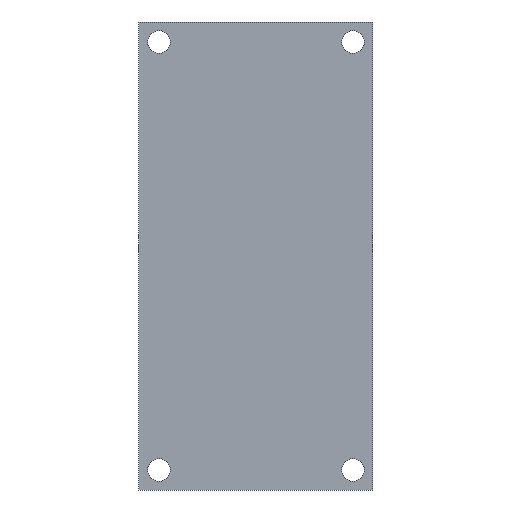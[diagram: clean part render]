
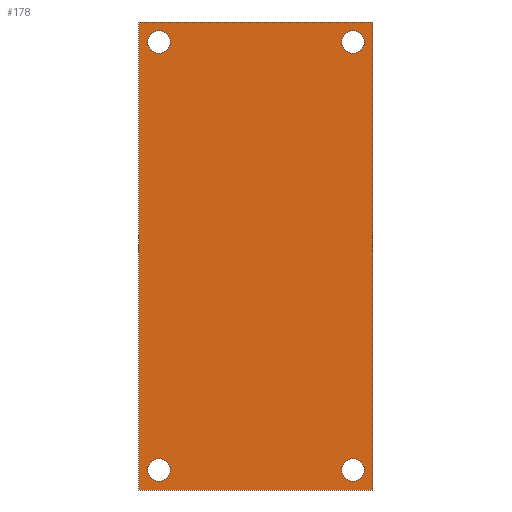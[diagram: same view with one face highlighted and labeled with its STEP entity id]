
A CAD part, front view. The second image highlights one B-rep face of the part: STEP entity #178.
In plain terms, the highlighted planar face has unit normal (0, -1, 0).
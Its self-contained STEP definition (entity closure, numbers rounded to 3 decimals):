
#2 = CARTESIAN_POINT ( 'NONE',  ( 32., 0., -1.3 ) ) ;
#4 = CARTESIAN_POINT ( 'NONE',  ( 0., 0., 0. ) ) ;
#16 = CARTESIAN_POINT ( 'NONE',  ( 0., 0., 0. ) ) ;
#17 = DIRECTION ( 'NONE',  ( 0., 1., 0. ) ) ;
#18 = FACE_BOUND ( 'NONE', #295, .T. ) ;
#23 = CIRCLE ( 'NONE', #128, 1.7 ) ;
#28 = CIRCLE ( 'NONE', #179, 1.7 ) ;
#29 = CARTESIAN_POINT ( 'NONE',  ( 0., 0., -70. ) ) ;
#32 = VECTOR ( 'NONE', #112, 1000. ) ;
#44 = LINE ( 'NONE', #425, #356 ) ;
#49 = ORIENTED_EDGE ( 'NONE', *, *, #101, .F. ) ;
#53 = CIRCLE ( 'NONE', #392, 1.7 ) ;
#54 = CARTESIAN_POINT ( 'NONE',  ( 3., 0., -67. ) ) ;
#55 = DIRECTION ( 'NONE',  ( -1., 0., 0. ) ) ;
#57 = EDGE_CURVE ( 'NONE', #478, #261, #23, .T. ) ;
#58 = EDGE_CURVE ( 'NONE', #152, #164, #130, .T. ) ;
#82 = DIRECTION ( 'NONE',  ( 0., 0., 1. ) ) ;
#83 = LINE ( 'NONE', #468, #257 ) ;
#84 = DIRECTION ( 'NONE',  ( 0., 0., 1. ) ) ;
#85 = VERTEX_POINT ( 'NONE', #280 ) ;
#91 = CARTESIAN_POINT ( 'NONE',  ( 3., 0., -3. ) ) ;
#92 = CIRCLE ( 'NONE', #111, 1.7 ) ;
#101 = EDGE_CURVE ( 'NONE', #164, #447, #83, .T. ) ;
#110 = EDGE_CURVE ( 'NONE', #456, #229, #147, .T. ) ;
#111 = AXIS2_PLACEMENT_3D ( 'NONE', #318, #234, #84 ) ;
#112 = DIRECTION ( 'NONE',  ( 1., 0., 0. ) ) ;
#118 = DIRECTION ( 'NONE',  ( 0., 0., 1. ) ) ;
#121 = CARTESIAN_POINT ( 'NONE',  ( 3., 0., -1.3 ) ) ;
#127 = EDGE_CURVE ( 'NONE', #85, #351, #526, .T. ) ;
#128 = AXIS2_PLACEMENT_3D ( 'NONE', #453, #199, #82 ) ;
#129 = AXIS2_PLACEMENT_3D ( 'NONE', #332, #214, #528 ) ;
#130 = LINE ( 'NONE', #16, #32 ) ;
#133 = DIRECTION ( 'NONE',  ( 0., 0., -1. ) ) ;
#139 = ORIENTED_EDGE ( 'NONE', *, *, #191, .F. ) ;
#147 = CIRCLE ( 'NONE', #423, 1.7 ) ;
#152 = VERTEX_POINT ( 'NONE', #4 ) ;
#153 = ORIENTED_EDGE ( 'NONE', *, *, #218, .T. ) ;
#157 = AXIS2_PLACEMENT_3D ( 'NONE', #509, #293, #268 ) ;
#159 = EDGE_LOOP ( 'NONE', ( #374, #315 ) ) ;
#162 = FACE_BOUND ( 'NONE', #236, .T. ) ;
#164 = VERTEX_POINT ( 'NONE', #227 ) ;
#166 = CARTESIAN_POINT ( 'NONE',  ( 3., 0., -4.7 ) ) ;
#170 = VERTEX_POINT ( 'NONE', #513 ) ;
#174 = ORIENTED_EDGE ( 'NONE', *, *, #307, .T. ) ;
#178 = ADVANCED_FACE ( 'NONE', ( #162, #18, #283, #476, #233 ), #235, .T. ) ;
#179 = AXIS2_PLACEMENT_3D ( 'NONE', #91, #407, #484 ) ;
#183 = ORIENTED_EDGE ( 'NONE', *, *, #110, .T. ) ;
#190 = ORIENTED_EDGE ( 'NONE', *, *, #58, .F. ) ;
#191 = EDGE_CURVE ( 'NONE', #232, #152, #44, .T. ) ;
#197 = VECTOR ( 'NONE', #55, 1000. ) ;
#199 = DIRECTION ( 'NONE',  ( 0., 1., 0. ) ) ;
#200 = DIRECTION ( 'NONE',  ( 0., 0., -1. ) ) ;
#211 = EDGE_CURVE ( 'NONE', #359, #170, #53, .T. ) ;
#214 = DIRECTION ( 'NONE',  ( 0., 1., 0. ) ) ;
#218 = EDGE_CURVE ( 'NONE', #229, #456, #383, .T. ) ;
#227 = CARTESIAN_POINT ( 'NONE',  ( 35., 0., 0. ) ) ;
#229 = VERTEX_POINT ( 'NONE', #2 ) ;
#231 = DIRECTION ( 'NONE',  ( 0., 1., 0. ) ) ;
#232 = VERTEX_POINT ( 'NONE', #29 ) ;
#233 = FACE_BOUND ( 'NONE', #159, .T. ) ;
#234 = DIRECTION ( 'NONE',  ( 0., 1., 0. ) ) ;
#235 = PLANE ( 'NONE',  #330 ) ;
#236 = EDGE_LOOP ( 'NONE', ( #457, #174 ) ) ;
#238 = CARTESIAN_POINT ( 'NONE',  ( 35., 0., -70. ) ) ;
#248 = CARTESIAN_POINT ( 'NONE',  ( 32., 0., -3. ) ) ;
#257 = VECTOR ( 'NONE', #200, 1000. ) ;
#261 = VERTEX_POINT ( 'NONE', #121 ) ;
#267 = EDGE_CURVE ( 'NONE', #351, #85, #92, .T. ) ;
#268 = DIRECTION ( 'NONE',  ( 0., 0., 1. ) ) ;
#276 = CARTESIAN_POINT ( 'NONE',  ( 32., 0., -4.7 ) ) ;
#280 = CARTESIAN_POINT ( 'NONE',  ( 32., 0., -68.7 ) ) ;
#283 = FACE_OUTER_BOUND ( 'NONE', #477, .T. ) ;
#284 = CARTESIAN_POINT ( 'NONE',  ( 0., 0., 0. ) ) ;
#285 = AXIS2_PLACEMENT_3D ( 'NONE', #54, #231, #118 ) ;
#286 = ORIENTED_EDGE ( 'NONE', *, *, #57, .T. ) ;
#293 = DIRECTION ( 'NONE',  ( 0., 1., 0. ) ) ;
#295 = EDGE_LOOP ( 'NONE', ( #286, #337 ) ) ;
#301 = DIRECTION ( 'NONE',  ( 0., 0., 1. ) ) ;
#302 = DIRECTION ( 'NONE',  ( 0., 1., 0. ) ) ;
#307 = EDGE_CURVE ( 'NONE', #170, #359, #363, .T. ) ;
#315 = ORIENTED_EDGE ( 'NONE', *, *, #267, .T. ) ;
#318 = CARTESIAN_POINT ( 'NONE',  ( 32., 0., -67. ) ) ;
#330 = AXIS2_PLACEMENT_3D ( 'NONE', #284, #352, #133 ) ;
#332 = CARTESIAN_POINT ( 'NONE',  ( 32., 0., -3. ) ) ;
#337 = ORIENTED_EDGE ( 'NONE', *, *, #404, .T. ) ;
#347 = DIRECTION ( 'NONE',  ( 0., 0., 1. ) ) ;
#351 = VERTEX_POINT ( 'NONE', #426 ) ;
#352 = DIRECTION ( 'NONE',  ( 0., -1., 0. ) ) ;
#356 = VECTOR ( 'NONE', #485, 1000. ) ;
#359 = VERTEX_POINT ( 'NONE', #441 ) ;
#363 = CIRCLE ( 'NONE', #285, 1.7 ) ;
#374 = ORIENTED_EDGE ( 'NONE', *, *, #127, .T. ) ;
#382 = ORIENTED_EDGE ( 'NONE', *, *, #473, .F. ) ;
#383 = CIRCLE ( 'NONE', #129, 1.7 ) ;
#392 = AXIS2_PLACEMENT_3D ( 'NONE', #454, #302, #347 ) ;
#401 = EDGE_LOOP ( 'NONE', ( #183, #153 ) ) ;
#404 = EDGE_CURVE ( 'NONE', #261, #478, #28, .T. ) ;
#407 = DIRECTION ( 'NONE',  ( 0., 1., 0. ) ) ;
#412 = CARTESIAN_POINT ( 'NONE',  ( 0., 0., -70. ) ) ;
#423 = AXIS2_PLACEMENT_3D ( 'NONE', #248, #17, #301 ) ;
#425 = CARTESIAN_POINT ( 'NONE',  ( 0., 0., 0. ) ) ;
#426 = CARTESIAN_POINT ( 'NONE',  ( 32., 0., -65.3 ) ) ;
#441 = CARTESIAN_POINT ( 'NONE',  ( 3., 0., -68.7 ) ) ;
#447 = VERTEX_POINT ( 'NONE', #238 ) ;
#453 = CARTESIAN_POINT ( 'NONE',  ( 3., 0., -3. ) ) ;
#454 = CARTESIAN_POINT ( 'NONE',  ( 3., 0., -67. ) ) ;
#456 = VERTEX_POINT ( 'NONE', #276 ) ;
#457 = ORIENTED_EDGE ( 'NONE', *, *, #211, .T. ) ;
#468 = CARTESIAN_POINT ( 'NONE',  ( 35., 0., 0. ) ) ;
#473 = EDGE_CURVE ( 'NONE', #447, #232, #532, .T. ) ;
#476 = FACE_BOUND ( 'NONE', #401, .T. ) ;
#477 = EDGE_LOOP ( 'NONE', ( #139, #382, #49, #190 ) ) ;
#478 = VERTEX_POINT ( 'NONE', #166 ) ;
#484 = DIRECTION ( 'NONE',  ( 0., 0., 1. ) ) ;
#485 = DIRECTION ( 'NONE',  ( 0., 0., 1. ) ) ;
#509 = CARTESIAN_POINT ( 'NONE',  ( 32., 0., -67. ) ) ;
#513 = CARTESIAN_POINT ( 'NONE',  ( 3., 0., -65.3 ) ) ;
#526 = CIRCLE ( 'NONE', #157, 1.7 ) ;
#528 = DIRECTION ( 'NONE',  ( 0., 0., 1. ) ) ;
#532 = LINE ( 'NONE', #412, #197 ) ;
